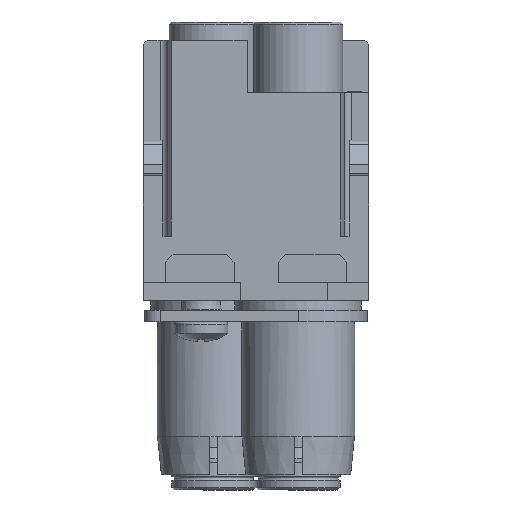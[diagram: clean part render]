
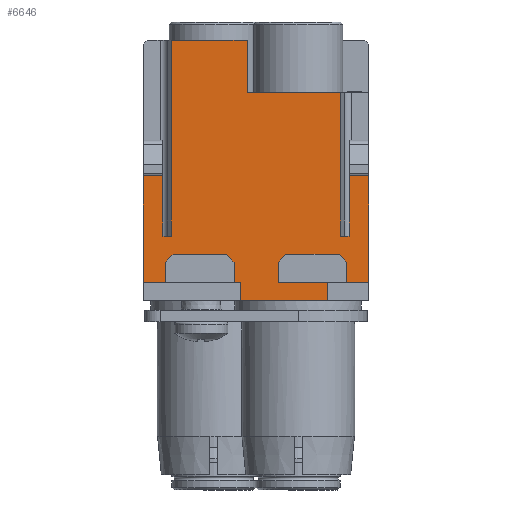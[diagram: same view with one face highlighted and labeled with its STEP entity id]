
A CAD part, front view. The second image highlights one B-rep face of the part: STEP entity #6646.
In plain terms, the highlighted planar face has unit normal (0, -1, 0).
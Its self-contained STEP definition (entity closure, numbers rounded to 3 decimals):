
#222=FACE_OUTER_BOUND('',#7836,.T.);
#966=LINE('',#22566,#2240);
#1072=LINE('',#22896,#2346);
#1136=LINE('',#23583,#2410);
#1148=LINE('',#23752,#2422);
#1149=LINE('',#23755,#2423);
#1150=LINE('',#23757,#2424);
#1151=LINE('',#23759,#2425);
#1152=LINE('',#23761,#2426);
#1153=LINE('',#23763,#2427);
#1154=LINE('',#23765,#2428);
#1155=LINE('',#23767,#2429);
#1156=LINE('',#23769,#2430);
#1157=LINE('',#23771,#2431);
#1158=LINE('',#23773,#2432);
#1159=LINE('',#23775,#2433);
#1160=LINE('',#23776,#2434);
#1161=LINE('',#23778,#2435);
#1162=LINE('',#23780,#2436);
#1163=LINE('',#23782,#2437);
#1164=LINE('',#23784,#2438);
#1165=LINE('',#23786,#2439);
#1166=LINE('',#23787,#2440);
#1167=LINE('',#23789,#2441);
#1168=LINE('',#23791,#2442);
#1169=LINE('',#23793,#2443);
#1170=LINE('',#23795,#2444);
#1171=LINE('',#23797,#2445);
#1172=LINE('',#23799,#2446);
#1173=LINE('',#23801,#2447);
#1174=LINE('',#23802,#2448);
#2240=VECTOR('',#18684,1.);
#2346=VECTOR('',#18894,1.);
#2410=VECTOR('',#18988,1.);
#2422=VECTOR('',#19014,1.);
#2423=VECTOR('',#19015,1.);
#2424=VECTOR('',#19016,1.);
#2425=VECTOR('',#19017,1.);
#2426=VECTOR('',#19018,1.);
#2427=VECTOR('',#19019,1.);
#2428=VECTOR('',#19020,1.);
#2429=VECTOR('',#19021,1.);
#2430=VECTOR('',#19022,1.);
#2431=VECTOR('',#19023,1.);
#2432=VECTOR('',#19024,1.);
#2433=VECTOR('',#19025,1.);
#2434=VECTOR('',#19026,1.);
#2435=VECTOR('',#19027,1.);
#2436=VECTOR('',#19028,1.);
#2437=VECTOR('',#19029,1.);
#2438=VECTOR('',#19030,1.);
#2439=VECTOR('',#19031,1.);
#2440=VECTOR('',#19032,1.);
#2441=VECTOR('',#19033,1.);
#2442=VECTOR('',#19034,1.);
#2443=VECTOR('',#19035,1.);
#2444=VECTOR('',#19036,1.);
#2445=VECTOR('',#19037,1.);
#2446=VECTOR('',#19038,1.);
#2447=VECTOR('',#19039,1.);
#2448=VECTOR('',#19040,1.);
#6169=PLANE('',#17500);
#6646=ADVANCED_FACE('',(#222),#6169,.T.);
#7836=EDGE_LOOP('',(#9208,#9209,#9210,#9211,#9212,#9213,#9214,#9215,#9216,
#9217,#9218,#9219,#9220,#9221,#9222,#9223,#9224,#9225,#9226,#9227,#9228,
#9229,#9230,#9231,#9232,#9233,#9234,#9235,#9236,#9237));
#9208=ORIENTED_EDGE('',*,*,#14883,.T.);
#9209=ORIENTED_EDGE('',*,*,#14884,.F.);
#9210=ORIENTED_EDGE('',*,*,#14885,.F.);
#9211=ORIENTED_EDGE('',*,*,#14886,.F.);
#9212=ORIENTED_EDGE('',*,*,#14887,.F.);
#9213=ORIENTED_EDGE('',*,*,#14888,.F.);
#9214=ORIENTED_EDGE('',*,*,#14889,.T.);
#9215=ORIENTED_EDGE('',*,*,#14890,.F.);
#9216=ORIENTED_EDGE('',*,*,#14891,.T.);
#9217=ORIENTED_EDGE('',*,*,#14892,.T.);
#9218=ORIENTED_EDGE('',*,*,#14893,.F.);
#9219=ORIENTED_EDGE('',*,*,#14894,.T.);
#9220=ORIENTED_EDGE('',*,*,#14848,.T.);
#9221=ORIENTED_EDGE('',*,*,#14895,.T.);
#9222=ORIENTED_EDGE('',*,*,#14896,.F.);
#9223=ORIENTED_EDGE('',*,*,#14897,.F.);
#9224=ORIENTED_EDGE('',*,*,#14898,.F.);
#9225=ORIENTED_EDGE('',*,*,#14899,.F.);
#9226=ORIENTED_EDGE('',*,*,#14900,.T.);
#9227=ORIENTED_EDGE('',*,*,#14680,.T.);
#9228=ORIENTED_EDGE('',*,*,#14901,.T.);
#9229=ORIENTED_EDGE('',*,*,#14902,.T.);
#9230=ORIENTED_EDGE('',*,*,#14903,.T.);
#9231=ORIENTED_EDGE('',*,*,#14904,.T.);
#9232=ORIENTED_EDGE('',*,*,#14905,.T.);
#9233=ORIENTED_EDGE('',*,*,#14906,.T.);
#9234=ORIENTED_EDGE('',*,*,#14907,.T.);
#9235=ORIENTED_EDGE('',*,*,#14908,.T.);
#9236=ORIENTED_EDGE('',*,*,#14530,.F.);
#9237=ORIENTED_EDGE('',*,*,#14909,.F.);
#13084=VERTEX_POINT('',#22565);
#13085=VERTEX_POINT('',#22567);
#13232=VERTEX_POINT('',#22895);
#13233=VERTEX_POINT('',#22897);
#13399=VERTEX_POINT('',#23582);
#13400=VERTEX_POINT('',#23584);
#13434=VERTEX_POINT('',#23753);
#13435=VERTEX_POINT('',#23754);
#13436=VERTEX_POINT('',#23756);
#13437=VERTEX_POINT('',#23758);
#13438=VERTEX_POINT('',#23760);
#13439=VERTEX_POINT('',#23762);
#13440=VERTEX_POINT('',#23764);
#13441=VERTEX_POINT('',#23766);
#13442=VERTEX_POINT('',#23768);
#13443=VERTEX_POINT('',#23770);
#13444=VERTEX_POINT('',#23772);
#13445=VERTEX_POINT('',#23774);
#13446=VERTEX_POINT('',#23777);
#13447=VERTEX_POINT('',#23779);
#13448=VERTEX_POINT('',#23781);
#13449=VERTEX_POINT('',#23783);
#13450=VERTEX_POINT('',#23785);
#13451=VERTEX_POINT('',#23788);
#13452=VERTEX_POINT('',#23790);
#13453=VERTEX_POINT('',#23792);
#13454=VERTEX_POINT('',#23794);
#13455=VERTEX_POINT('',#23796);
#13456=VERTEX_POINT('',#23798);
#13457=VERTEX_POINT('',#23800);
#14530=EDGE_CURVE('',#13084,#13085,#966,.T.);
#14680=EDGE_CURVE('',#13233,#13232,#1072,.T.);
#14848=EDGE_CURVE('',#13400,#13399,#1136,.T.);
#14883=EDGE_CURVE('',#13434,#13435,#1148,.T.);
#14884=EDGE_CURVE('',#13436,#13435,#1149,.T.);
#14885=EDGE_CURVE('',#13437,#13436,#1150,.T.);
#14886=EDGE_CURVE('',#13438,#13437,#1151,.T.);
#14887=EDGE_CURVE('',#13439,#13438,#1152,.T.);
#14888=EDGE_CURVE('',#13440,#13439,#1153,.T.);
#14889=EDGE_CURVE('',#13440,#13441,#1154,.T.);
#14890=EDGE_CURVE('',#13442,#13441,#1155,.T.);
#14891=EDGE_CURVE('',#13442,#13443,#1156,.T.);
#14892=EDGE_CURVE('',#13443,#13444,#1157,.T.);
#14893=EDGE_CURVE('',#13445,#13444,#1158,.T.);
#14894=EDGE_CURVE('',#13445,#13400,#1159,.T.);
#14895=EDGE_CURVE('',#13399,#13446,#1160,.T.);
#14896=EDGE_CURVE('',#13447,#13446,#1161,.T.);
#14897=EDGE_CURVE('',#13448,#13447,#1162,.T.);
#14898=EDGE_CURVE('',#13449,#13448,#1163,.T.);
#14899=EDGE_CURVE('',#13450,#13449,#1164,.T.);
#14900=EDGE_CURVE('',#13450,#13233,#1165,.T.);
#14901=EDGE_CURVE('',#13232,#13451,#1166,.T.);
#14902=EDGE_CURVE('',#13451,#13452,#1167,.T.);
#14903=EDGE_CURVE('',#13452,#13453,#1168,.T.);
#14904=EDGE_CURVE('',#13453,#13454,#1169,.T.);
#14905=EDGE_CURVE('',#13454,#13455,#1170,.T.);
#14906=EDGE_CURVE('',#13455,#13456,#1171,.T.);
#14907=EDGE_CURVE('',#13456,#13457,#1172,.T.);
#14908=EDGE_CURVE('',#13457,#13085,#1173,.T.);
#14909=EDGE_CURVE('',#13434,#13084,#1174,.T.);
#17500=AXIS2_PLACEMENT_3D('',#23803,#19041,#19042);
#18684=DIRECTION('',(-1.,0.,0.));
#18894=DIRECTION('',(0.,0.,-1.));
#18988=DIRECTION('',(-1.,0.,0.));
#19014=DIRECTION('',(-1.,0.,0.));
#19015=DIRECTION('',(0.,0.,-1.));
#19016=DIRECTION('',(-0.707,0.,-0.707));
#19017=DIRECTION('',(-1.,0.,0.));
#19018=DIRECTION('',(-0.707,0.,0.707));
#19019=DIRECTION('',(0.,0.,1.));
#19020=DIRECTION('',(1.,0.,0.));
#19021=DIRECTION('',(0.,0.,-1.));
#19022=DIRECTION('',(-1.,0.,0.));
#19023=DIRECTION('',(0.,0.,-1.));
#19024=DIRECTION('',(1.,0.,0.));
#19025=DIRECTION('',(0.,0.,1.));
#19026=DIRECTION('',(0.,0.,1.));
#19027=DIRECTION('',(1.,0.,0.));
#19028=DIRECTION('',(0.,0.,1.));
#19029=DIRECTION('',(1.,0.,0.));
#19030=DIRECTION('',(0.,0.,-1.));
#19031=DIRECTION('',(-1.,0.,0.));
#19032=DIRECTION('',(1.,0.,0.));
#19033=DIRECTION('',(0.,0.,1.));
#19034=DIRECTION('',(0.707,0.,0.707));
#19035=DIRECTION('',(1.,0.,0.));
#19036=DIRECTION('',(0.707,0.,-0.707));
#19037=DIRECTION('',(0.,0.,-1.));
#19038=DIRECTION('',(1.,0.,0.));
#19039=DIRECTION('',(0.,0.,-1.));
#19040=DIRECTION('',(0.,0.,-1.));
#19041=DIRECTION('',(0.,-1.,0.));
#19042=DIRECTION('',(1.,0.,0.));
#22565=CARTESIAN_POINT('',(16.713,-15.15,-17.65));
#22566=CARTESIAN_POINT('',(22.013,-15.15,-17.65));
#22567=CARTESIAN_POINT('',(5.263,-15.15,-17.65));
#22895=CARTESIAN_POINT('',(-7.338,-15.15,-15.3));
#22896=CARTESIAN_POINT('',(-7.338,-15.15,9.45));
#22897=CARTESIAN_POINT('',(-7.338,-15.15,-1.4));
#23582=CARTESIAN_POINT('',(6.188,-15.15,9.45));
#23583=CARTESIAN_POINT('',(22.013,-15.15,9.45));
#23584=CARTESIAN_POINT('',(18.388,-15.15,9.45));
#23752=CARTESIAN_POINT('',(10.225,-15.15,-15.3));
#23753=CARTESIAN_POINT('',(16.713,-15.15,-15.3));
#23754=CARTESIAN_POINT('',(10.225,-15.15,-15.3));
#23755=CARTESIAN_POINT('',(10.225,-15.15,-12.65));
#23756=CARTESIAN_POINT('',(10.225,-15.15,-12.65));
#23757=CARTESIAN_POINT('',(11.225,-15.15,-11.65));
#23758=CARTESIAN_POINT('',(11.225,-15.15,-11.65));
#23759=CARTESIAN_POINT('',(18.175,-15.15,-11.65));
#23760=CARTESIAN_POINT('',(18.175,-15.15,-11.65));
#23761=CARTESIAN_POINT('',(19.175,-15.15,-12.65));
#23762=CARTESIAN_POINT('',(19.175,-15.15,-12.65));
#23763=CARTESIAN_POINT('',(19.175,-15.15,-15.3));
#23764=CARTESIAN_POINT('',(19.175,-15.15,-15.3));
#23765=CARTESIAN_POINT('',(16.713,-15.15,-15.3));
#23766=CARTESIAN_POINT('',(22.013,-15.15,-15.3));
#23767=CARTESIAN_POINT('',(22.013,-15.15,9.45));
#23768=CARTESIAN_POINT('',(22.013,-15.15,-1.4));
#23769=CARTESIAN_POINT('',(22.013,-15.15,-1.4));
#23770=CARTESIAN_POINT('',(19.463,-15.15,-1.4));
#23771=CARTESIAN_POINT('',(19.463,-15.15,-1.4));
#23772=CARTESIAN_POINT('',(19.463,-15.15,-9.25));
#23773=CARTESIAN_POINT('',(18.388,-15.15,-9.25));
#23774=CARTESIAN_POINT('',(18.388,-15.15,-9.25));
#23775=CARTESIAN_POINT('',(18.388,-15.15,-9.25));
#23776=CARTESIAN_POINT('',(6.188,-15.15,16.25));
#23777=CARTESIAN_POINT('',(6.188,-15.15,16.25));
#23778=CARTESIAN_POINT('',(6.187,-15.15,16.25));
#23779=CARTESIAN_POINT('',(-3.713,-15.15,16.25));
#23780=CARTESIAN_POINT('',(-3.713,-15.15,-9.25));
#23781=CARTESIAN_POINT('',(-3.713,-15.15,-9.25));
#23782=CARTESIAN_POINT('',(-7.338,-15.15,-9.25));
#23783=CARTESIAN_POINT('',(-4.788,-15.15,-9.25));
#23784=CARTESIAN_POINT('',(-4.788,-15.15,-1.4));
#23785=CARTESIAN_POINT('',(-4.788,-15.15,-1.4));
#23786=CARTESIAN_POINT('',(-4.788,-15.15,-1.4));
#23787=CARTESIAN_POINT('',(-7.338,-15.15,-15.3));
#23788=CARTESIAN_POINT('',(-4.475,-15.15,-15.3));
#23789=CARTESIAN_POINT('',(-4.475,-15.15,-15.3));
#23790=CARTESIAN_POINT('',(-4.475,-15.15,-12.65));
#23791=CARTESIAN_POINT('',(-4.475,-15.15,-12.65));
#23792=CARTESIAN_POINT('',(-3.475,-15.15,-11.65));
#23793=CARTESIAN_POINT('',(-3.475,-15.15,-11.65));
#23794=CARTESIAN_POINT('',(3.475,-15.15,-11.65));
#23795=CARTESIAN_POINT('',(3.475,-15.15,-11.65));
#23796=CARTESIAN_POINT('',(4.475,-15.15,-12.65));
#23797=CARTESIAN_POINT('',(4.475,-15.15,-12.65));
#23798=CARTESIAN_POINT('',(4.475,-15.15,-15.3));
#23799=CARTESIAN_POINT('',(-7.338,-15.15,-15.3));
#23800=CARTESIAN_POINT('',(5.263,-15.15,-15.3));
#23801=CARTESIAN_POINT('',(5.263,-15.15,-15.3));
#23802=CARTESIAN_POINT('',(16.713,-15.15,-15.3));
#23803=CARTESIAN_POINT('',(22.013,-15.15,9.45));
